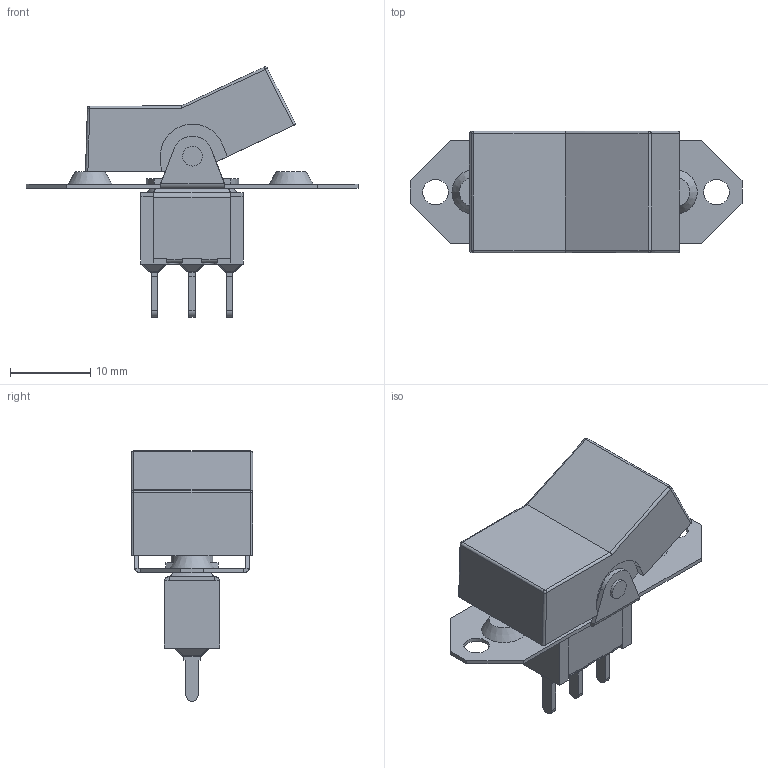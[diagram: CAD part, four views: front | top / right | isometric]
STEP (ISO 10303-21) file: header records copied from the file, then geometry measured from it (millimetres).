
FILE_DESCRIPTION(/* description */ (''),/* implementation_level */ '2;1');
FILE_NAME(/* name */ '300SPxR3xxxM3xE.stp',/* time_stamp */ '2025-05-13T09:00:32-05:00',/* author */ ('mroman'),/* organization */ (''),/* preprocessor_version */ 'ST-DEVELOPER v18.1',/* originating_system */ 'Autodesk Inventor 2022',/* authorisation */ '');
FILE_SCHEMA (('AUTOMOTIVE_DESIGN { 1 0 10303 214 3 1 1 }'));
Length unit declared in the file: inch
Products named in the file (1): 300SPxR3xxxM3xE
Bounding box: 41.27 x 15.11 x 31.11 mm (x, y, z)
Volume: 2395 mm3; surface area: 3687.6 mm2
Topology: 1 solids, 3 shells, 291 faces, 731 edges, 440 vertices
Faces by surface type: plane 200, cylinder 69, sphere 16, cone 4, torus 2
Full cylindrical faces by diameter (mm): 2.45 x2, 3.17 x2, 3.58 x1, 5.18 x1
Entity records: 8510 total; most frequent: CARTESIAN_POINT 1491, DIRECTION 1457, ORIENTED_EDGE 1430, EDGE_CURVE 715, LINE 549, VECTOR 549, AXIS2_PLACEMENT_3D 454, VERTEX_POINT 440
